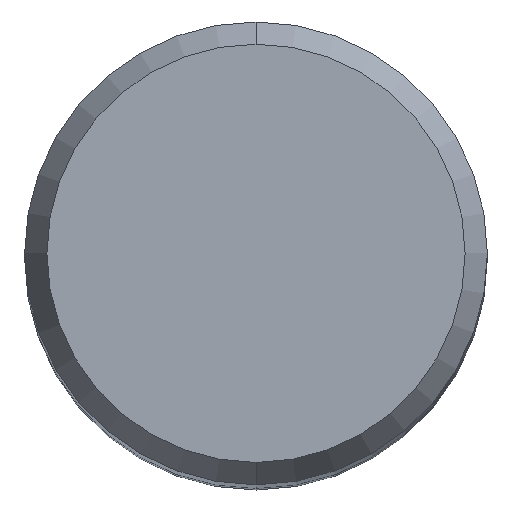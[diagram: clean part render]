
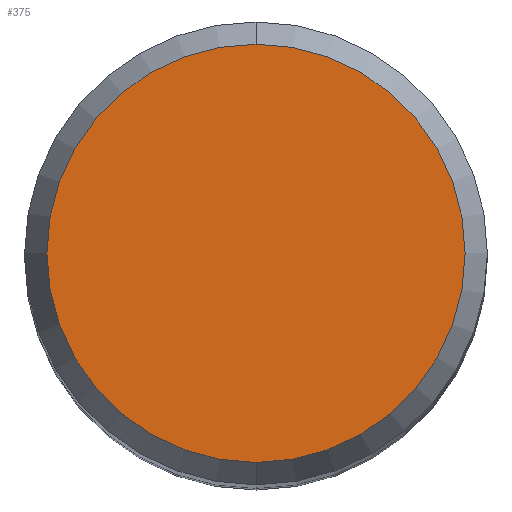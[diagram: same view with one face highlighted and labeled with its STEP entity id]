
A CAD part, top view. The second image highlights one B-rep face of the part: STEP entity #375.
In plain terms, the highlighted planar face has unit normal (0, 0, 1).
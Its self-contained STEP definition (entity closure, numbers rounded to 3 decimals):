
#171=VERTEX_POINT('',#441);
#223=EDGE_CURVE('',#171,#331,#499,.T.);
#251=EDGE_CURVE('',#331,#171,#531,.T.);
#331=VERTEX_POINT('',#617);
#375=ADVANCED_FACE('',(#665),#666,.T.);
#441=CARTESIAN_POINT('',(0.,-4.304,0.0));
#499=CIRCLE('',#853,4.304);
#531=CIRCLE('',#903,4.304);
#617=CARTESIAN_POINT('',(0.0,4.304,0.0));
#665=FACE_OUTER_BOUND('',#1256,.T.);
#666=PLANE('',#1257);
#853=AXIS2_PLACEMENT_3D('',#1415,#1416,#1417);
#903=AXIS2_PLACEMENT_3D('',#1472,#1473,#1474);
#1256=EDGE_LOOP('',(#1592,#1593));
#1257=AXIS2_PLACEMENT_3D('',#1594,#1595,#1596);
#1415=CARTESIAN_POINT('',(0.0,0.0,0.0));
#1416=DIRECTION('',(0.0,0.0,-1.0));
#1417=DIRECTION('',(0.0,1.0,0.0));
#1472=CARTESIAN_POINT('',(0.0,0.0,0.0));
#1473=DIRECTION('',(0.0,0.0,-1.0));
#1474=DIRECTION('',(0.0,1.0,0.0));
#1592=ORIENTED_EDGE('',*,*,#251,.F.);
#1593=ORIENTED_EDGE('',*,*,#223,.F.);
#1594=CARTESIAN_POINT('',(0.0,2.152,0.0));
#1595=DIRECTION('',(-0.0,0.0,1.0));
#1596=DIRECTION('',(0.0,-1.0,0.0));
